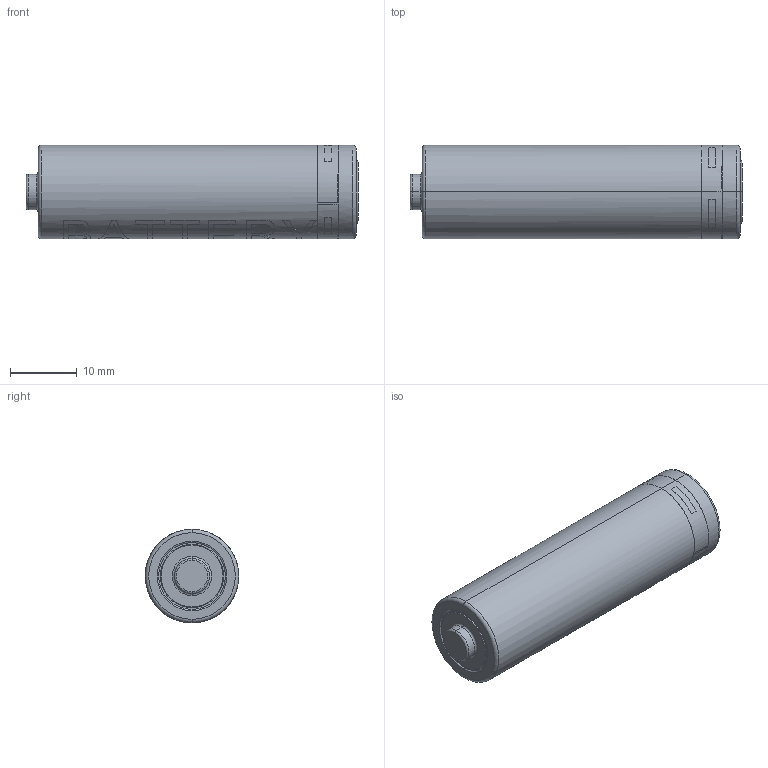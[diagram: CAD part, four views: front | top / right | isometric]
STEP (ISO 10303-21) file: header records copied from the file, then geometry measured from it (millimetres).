
FILE_DESCRIPTION (( 'STEP AP214' ), '1' );
FILE_NAME ('0E589648-AE19-4AD5-81BD-3985E135A0E4.STEP', '2024-07-27T08:40:24', ( '' ), ( '' ), 'SwSTEP 2.0', 'SolidWorks 2022', '' );
FILE_SCHEMA (( 'AUTOMOTIVE_DESIGN' ));
Length unit declared in the file: millimetre
Products named in the file (1): 0E589648-AE19-4AD5-81BD-3985E135A0E4
Bounding box: 49.8 x 14.02 x 14.02 mm (x, y, z)
Volume: 7396.6 mm3; surface area: 2439 mm2
Topology: 1 solids, 1 shells, 318 faces, 840 edges, 556 vertices
Faces by surface type: plane 129, bspline 125, cylinder 48, torus 16
Entity records: 24736 total; most frequent: CARTESIAN_POINT 14745, ORIENTED_EDGE 1680, DIRECTION 955, EDGE_CURVE 840, VERTEX_POINT 556, B_SPLINE_CURVE_WITH_KNOTS 434, AXIS2_PLACEMENT_3D 355, EDGE_LOOP 350
